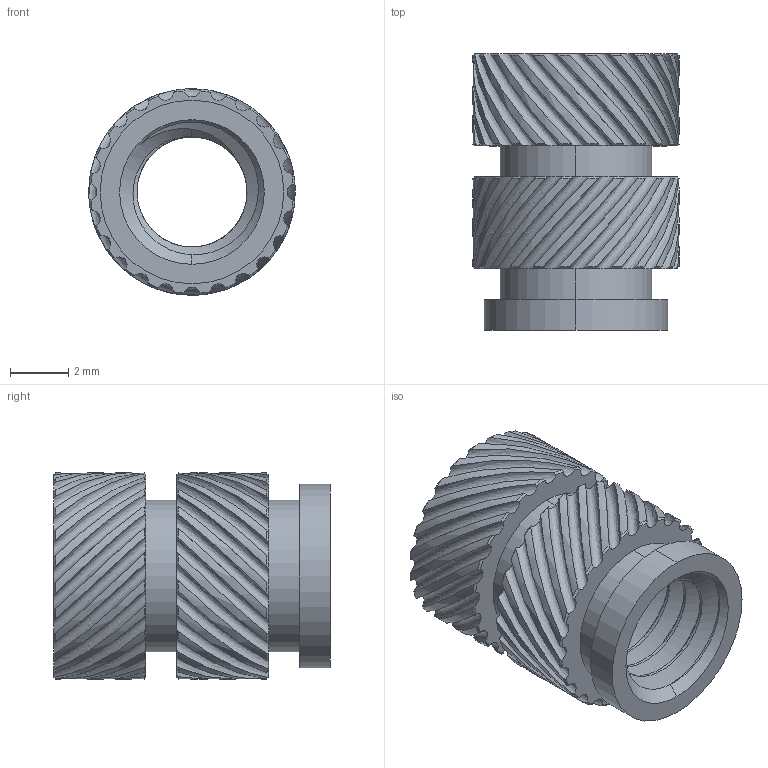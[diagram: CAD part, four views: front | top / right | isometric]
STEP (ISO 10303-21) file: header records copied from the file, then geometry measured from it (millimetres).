
FILE_DESCRIPTION (( 'STEP AP203' ), '1' );
FILE_NAME ('94459A360_Heat-Set Inserts for Plastic.STEP', '2021-09-03T19:46:49', ( 'Administrator' ), ( 'Managed by Terraform' ), 'SwSTEP 2.0', 'SolidWorks 2017', '' );
FILE_SCHEMA (( 'CONFIG_CONTROL_DESIGN' ));
Length unit declared in the file: inch
Products named in the file (1): 94459A360_Heat-Set Inserts for Plastic
Bounding box: 7.11 x 9.53 x 7.11 mm (x, y, z)
Volume: 171.3 mm3; surface area: 575.3 mm2
Topology: 1 solids, 1 shells, 244 faces, 717 edges, 479 vertices
Faces by surface type: cone 102, cylinder 85, bspline 51, plane 6
Entity records: 18825 total; most frequent: CARTESIAN_POINT 13197, ORIENTED_EDGE 1434, DIRECTION 948, EDGE_CURVE 717, VERTEX_POINT 479, AXIS2_PLACEMENT_3D 453, CIRCLE 259, EDGE_LOOP 250
